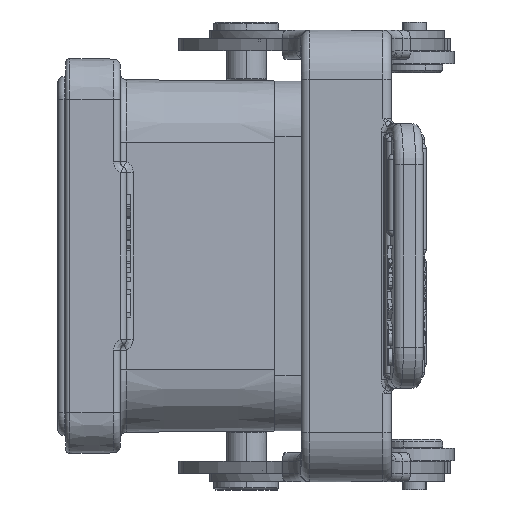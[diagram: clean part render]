
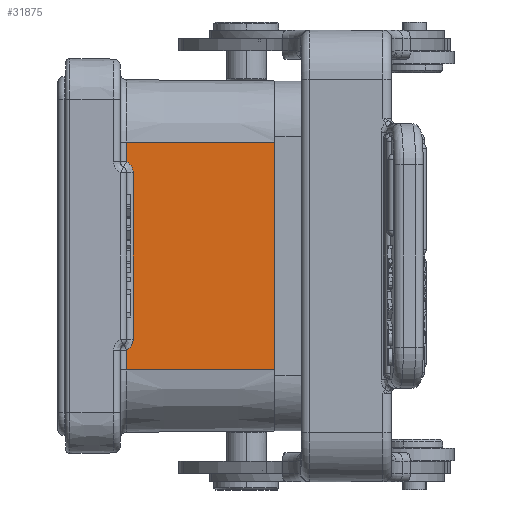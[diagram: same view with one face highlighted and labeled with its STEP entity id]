
A CAD part, left-side view. The second image highlights one B-rep face of the part: STEP entity #31875.
In plain terms, the highlighted planar face has unit normal (-1, -0.009, 0).
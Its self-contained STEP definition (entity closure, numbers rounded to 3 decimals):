
#2107=DIRECTION('',(-0.009,1.,0.));
#2108=VECTOR('',#2107,18.208);
#2109=CARTESIAN_POINT('',(-60.,0.,14.));
#2110=LINE('',#2109,#2108);
#2193=DIRECTION('',(0.,0.,-1.));
#2194=VECTOR('',#2193,2.414);
#2195=CARTESIAN_POINT('',(-60.159,18.207,14.));
#2196=LINE('',#2195,#2194);
#3388=DIRECTION('',(0.009,-1.,0.));
#3389=VECTOR('',#3388,18.208);
#3390=CARTESIAN_POINT('',(-60.159,18.207,
-14.));
#3391=LINE('',#3390,#3389);
#3430=DIRECTION('',(0.,0.,-1.));
#3431=VECTOR('',#3430,28.);
#3432=CARTESIAN_POINT('',(-60.,0.,14.));
#3433=LINE('',#3432,#3431);
#3434=DIRECTION('',(0.,0.,-1.));
#3435=VECTOR('',#3434,2.414);
#3436=CARTESIAN_POINT('',(-60.159,18.207,
-11.586));
#3437=LINE('',#3436,#3435);
#3452=CARTESIAN_POINT('',(-60.152,17.407,
-10.2));
#3453=CARTESIAN_POINT('',(-60.152,17.407,
-10.341));
#3454=CARTESIAN_POINT('',(-60.152,17.443,
-10.612));
#3455=CARTESIAN_POINT('',(-60.154,17.603,
-11.005));
#3456=CARTESIAN_POINT('',(-60.156,17.862,
-11.344));
#3457=CARTESIAN_POINT('',(-60.158,18.083,
-11.514));
#3458=CARTESIAN_POINT('',(-60.159,18.207,
-11.586));
#3575=CARTESIAN_POINT('',(-60.159,18.207,11.586));
#3576=CARTESIAN_POINT('',(-60.158,18.083,11.514));
#3577=CARTESIAN_POINT('',(-60.156,17.863,11.344));
#3578=CARTESIAN_POINT('',(-60.154,17.603,11.006));
#3579=CARTESIAN_POINT('',(-60.152,17.443,10.613));
#3580=CARTESIAN_POINT('',(-60.152,17.407,10.341));
#3581=CARTESIAN_POINT('',(-60.152,17.407,10.2));
#3588=DIRECTION('',(0.,0.,-1.));
#3589=VECTOR('',#3588,20.4);
#3590=CARTESIAN_POINT('',(-60.152,17.407,10.2));
#3591=LINE('',#3590,#3589);
#23029=CARTESIAN_POINT('',(-60.159,18.207,
-14.));
#23030=VERTEX_POINT('',#23029);
#23031=CARTESIAN_POINT('',(-60.,0.,-14.));
#23032=VERTEX_POINT('',#23031);
#24029=CARTESIAN_POINT('',(-60.,0.,14.));
#24030=VERTEX_POINT('',#24029);
#24031=CARTESIAN_POINT('',(-60.159,18.207,
14.));
#24032=VERTEX_POINT('',#24031);
#24039=CARTESIAN_POINT('',(-60.159,18.207,
11.586));
#24040=VERTEX_POINT('',#24039);
#24041=CARTESIAN_POINT('',(-60.159,18.207,
-11.586));
#24042=VERTEX_POINT('',#24041);
#24043=VERTEX_POINT('',#3452);
#24044=CARTESIAN_POINT('',(-60.152,17.407,
10.2));
#24045=VERTEX_POINT('',#24044);
#31856=CARTESIAN_POINT('',(-60.079,9.104,
0.));
#31857=DIRECTION('',(1.,0.009,0.));
#31858=DIRECTION('',(0.,0.,-1.));
#31859=AXIS2_PLACEMENT_3D('',#31856,#31857,#31858);
#31860=PLANE('',#31859);
#31861=ORIENTED_EDGE('',*,*,#29984,.F.);
#31862=ORIENTED_EDGE('',*,*,#29863,.F.);
#31863=ORIENTED_EDGE('',*,*,#31846,.T.);
#31864=ORIENTED_EDGE('',*,*,#31804,.F.);
#31866=ORIENTED_EDGE('',*,*,#31865,.F.);
#31868=ORIENTED_EDGE('',*,*,#31867,.F.);
#31870=ORIENTED_EDGE('',*,*,#31869,.F.);
#31872=ORIENTED_EDGE('',*,*,#31871,.F.);
#31873=EDGE_LOOP('',(#31861,#31862,#31863,#31864,#31866,#31868,#31870,#31872));
#31874=FACE_OUTER_BOUND('',#31873,.F.);
#31875=ADVANCED_FACE('',(#31874),#31860,.F.);
#3459=B_SPLINE_CURVE_WITH_KNOTS('',3,(#3452,#3453,#3454,#3455,#3456,#3457,
#3458),.UNSPECIFIED.,.F.,.F.,(4,1,1,1,4),(0.,0.25,0.5,0.75,1.),
.UNSPECIFIED.);
#3582=B_SPLINE_CURVE_WITH_KNOTS('',3,(#3575,#3576,#3577,#3578,#3579,#3580,
#3581),.UNSPECIFIED.,.F.,.F.,(4,1,1,1,4),(0.,0.25,0.5,0.75,1.),
.UNSPECIFIED.);
#29863=EDGE_CURVE('',#24030,#24032,#2110,.T.);
#29984=EDGE_CURVE('',#24032,#24040,#2196,.T.);
#31804=EDGE_CURVE('',#23030,#23032,#3391,.T.);
#31846=EDGE_CURVE('',#24030,#23032,#3433,.T.);
#31865=EDGE_CURVE('',#24042,#23030,#3437,.T.);
#31867=EDGE_CURVE('',#24043,#24042,#3459,.T.);
#31869=EDGE_CURVE('',#24045,#24043,#3591,.T.);
#31871=EDGE_CURVE('',#24040,#24045,#3582,.T.);
